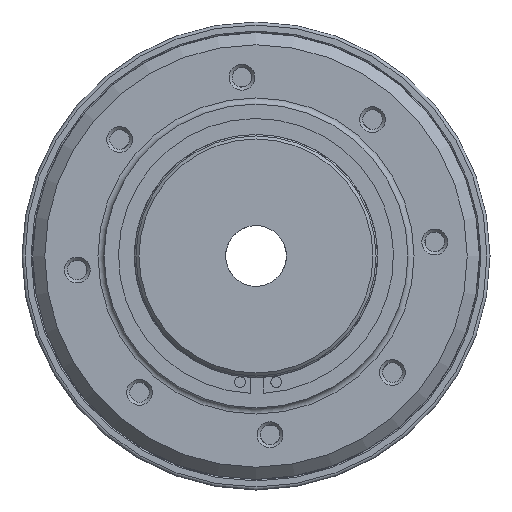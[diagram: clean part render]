
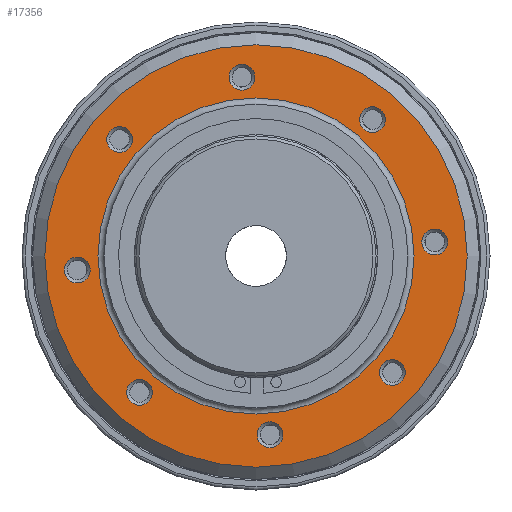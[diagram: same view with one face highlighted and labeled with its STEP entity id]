
A CAD part, left-side view. The second image highlights one B-rep face of the part: STEP entity #17356.
In plain terms, the highlighted planar face has unit normal (-1, 0, 0).
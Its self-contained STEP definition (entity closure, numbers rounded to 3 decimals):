
#2590=PLANE('',#18585);
#5864=ORIENTED_EDGE('',*,*,#7552,.T.);
#5865=ORIENTED_EDGE('',*,*,#7551,.T.);
#5866=ORIENTED_EDGE('',*,*,#7550,.T.);
#5867=ORIENTED_EDGE('',*,*,#7549,.T.);
#5868=ORIENTED_EDGE('',*,*,#7548,.T.);
#5869=ORIENTED_EDGE('',*,*,#7547,.T.);
#5870=ORIENTED_EDGE('',*,*,#7546,.T.);
#5871=ORIENTED_EDGE('',*,*,#7545,.T.);
#5872=ORIENTED_EDGE('',*,*,#7553,.T.);
#5873=ORIENTED_EDGE('',*,*,#7544,.F.);
#7544=EDGE_CURVE('',#8714,#8714,#9250,.T.);
#7545=EDGE_CURVE('',#8715,#8715,#9251,.T.);
#7546=EDGE_CURVE('',#8716,#8716,#9252,.T.);
#7547=EDGE_CURVE('',#8717,#8717,#9253,.T.);
#7548=EDGE_CURVE('',#8718,#8718,#9254,.T.);
#7549=EDGE_CURVE('',#8719,#8719,#9255,.T.);
#7550=EDGE_CURVE('',#8720,#8720,#9256,.T.);
#7551=EDGE_CURVE('',#8721,#8721,#9257,.T.);
#7552=EDGE_CURVE('',#8722,#8722,#9258,.T.);
#7553=EDGE_CURVE('',#8723,#8723,#9259,.T.);
#8714=VERTEX_POINT('',#27629);
#8715=VERTEX_POINT('',#27632);
#8716=VERTEX_POINT('',#27635);
#8717=VERTEX_POINT('',#27638);
#8718=VERTEX_POINT('',#27641);
#8719=VERTEX_POINT('',#27644);
#8720=VERTEX_POINT('',#27647);
#8721=VERTEX_POINT('',#27650);
#8722=VERTEX_POINT('',#27653);
#8723=VERTEX_POINT('',#27656);
#9250=CIRCLE('',#18568,34.75);
#9251=CIRCLE('',#18570,2.121);
#9252=CIRCLE('',#18572,2.121);
#9253=CIRCLE('',#18574,2.121);
#9254=CIRCLE('',#18576,2.121);
#9255=CIRCLE('',#18578,2.121);
#9256=CIRCLE('',#18580,2.121);
#9257=CIRCLE('',#18582,2.121);
#9258=CIRCLE('',#18584,2.121);
#9259=CIRCLE('',#18586,26.);
#10278=EDGE_LOOP('',(#5864));
#10279=EDGE_LOOP('',(#5865));
#10280=EDGE_LOOP('',(#5866));
#10281=EDGE_LOOP('',(#5867));
#10282=EDGE_LOOP('',(#5868));
#10283=EDGE_LOOP('',(#5869));
#10284=EDGE_LOOP('',(#5870));
#10285=EDGE_LOOP('',(#5871));
#10286=EDGE_LOOP('',(#5872));
#10287=EDGE_LOOP('',(#5873));
#11347=FACE_BOUND('',#10278,.T.);
#11348=FACE_BOUND('',#10279,.T.);
#11349=FACE_BOUND('',#10280,.T.);
#11350=FACE_BOUND('',#10281,.T.);
#11351=FACE_BOUND('',#10282,.T.);
#11352=FACE_BOUND('',#10283,.T.);
#11353=FACE_BOUND('',#10284,.T.);
#11354=FACE_BOUND('',#10285,.T.);
#11355=FACE_BOUND('',#10286,.T.);
#11356=FACE_BOUND('',#10287,.T.);
#17356=ADVANCED_FACE('',(#11347,#11348,#11349,#11350,#11351,#11352,#11353,
#11354,#11355,#11356),#2590,.F.);
#18568=AXIS2_PLACEMENT_3D('',#27628,#21844,#21845);
#18570=AXIS2_PLACEMENT_3D('',#27631,#21848,#21849);
#18572=AXIS2_PLACEMENT_3D('',#27634,#21852,#21853);
#18574=AXIS2_PLACEMENT_3D('',#27637,#21856,#21857);
#18576=AXIS2_PLACEMENT_3D('',#27640,#21860,#21861);
#18578=AXIS2_PLACEMENT_3D('',#27643,#21864,#21865);
#18580=AXIS2_PLACEMENT_3D('',#27646,#21868,#21869);
#18582=AXIS2_PLACEMENT_3D('',#27649,#21872,#21873);
#18584=AXIS2_PLACEMENT_3D('',#27652,#21876,#21877);
#18585=AXIS2_PLACEMENT_3D('',#27654,#21878,#21879);
#18586=AXIS2_PLACEMENT_3D('',#27655,#21880,#21881);
#21844=DIRECTION('',(1.,0.,0.));
#21845=DIRECTION('',(0.,0.,-1.));
#21848=DIRECTION('',(1.,0.,0.));
#21849=DIRECTION('',(0.,0.,-1.));
#21852=DIRECTION('',(1.,0.,0.));
#21853=DIRECTION('',(0.,0.,-1.));
#21856=DIRECTION('',(1.,0.,0.));
#21857=DIRECTION('',(0.,0.,-1.));
#21860=DIRECTION('',(1.,0.,0.));
#21861=DIRECTION('',(0.,0.,-1.));
#21864=DIRECTION('',(1.,0.,0.));
#21865=DIRECTION('',(0.,0.,-1.));
#21868=DIRECTION('',(1.,0.,0.));
#21869=DIRECTION('',(0.,0.,-1.));
#21872=DIRECTION('',(1.,0.,0.));
#21873=DIRECTION('',(0.,0.,-1.));
#21876=DIRECTION('',(1.,0.,0.));
#21877=DIRECTION('',(0.,0.,-1.));
#21878=DIRECTION('',(1.,0.,0.));
#21879=DIRECTION('',(0.,0.,-1.));
#21880=DIRECTION('',(1.,0.,0.));
#21881=DIRECTION('',(0.,0.,-1.));
#27628=CARTESIAN_POINT('',(6.7,0.,0.));
#27629=CARTESIAN_POINT('',(6.7,0.,-34.75));
#27631=CARTESIAN_POINT('',(6.7,29.409,-2.315));
#27632=CARTESIAN_POINT('',(6.7,29.409,-4.436));
#27634=CARTESIAN_POINT('',(6.7,22.432,19.159));
#27635=CARTESIAN_POINT('',(6.7,22.432,17.038));
#27637=CARTESIAN_POINT('',(6.7,2.315,29.409));
#27638=CARTESIAN_POINT('',(6.7,2.315,27.288));
#27640=CARTESIAN_POINT('',(6.7,-19.159,22.432));
#27641=CARTESIAN_POINT('',(6.7,-19.159,20.311));
#27643=CARTESIAN_POINT('',(6.7,-29.409,2.315));
#27644=CARTESIAN_POINT('',(6.7,-29.409,0.194));
#27646=CARTESIAN_POINT('',(6.7,19.159,-22.432));
#27647=CARTESIAN_POINT('',(6.7,19.159,-24.553));
#27649=CARTESIAN_POINT('',(6.7,-2.315,-29.409));
#27650=CARTESIAN_POINT('',(6.7,-2.315,-31.53));
#27652=CARTESIAN_POINT('',(6.7,-22.432,-19.159));
#27653=CARTESIAN_POINT('',(6.7,-22.432,-21.28));
#27654=CARTESIAN_POINT('',(6.7,0.,36.75));
#27655=CARTESIAN_POINT('',(6.7,0.,0.));
#27656=CARTESIAN_POINT('',(6.7,0.,-26.));
